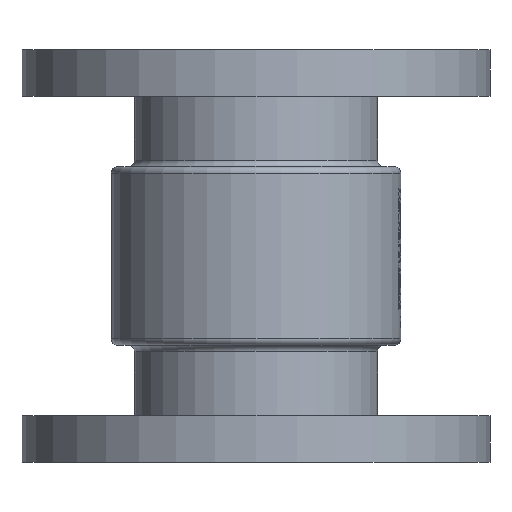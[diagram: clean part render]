
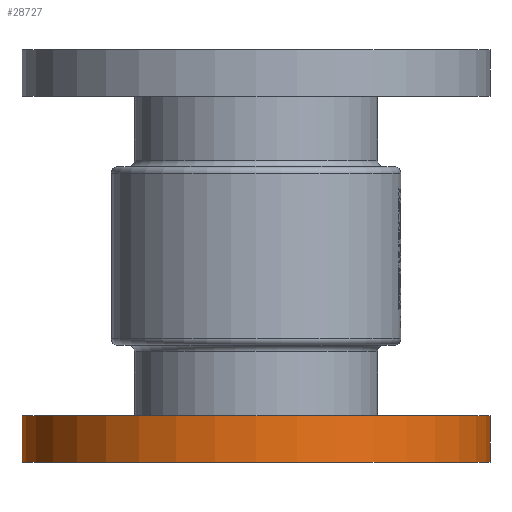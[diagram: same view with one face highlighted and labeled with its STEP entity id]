
A CAD part, front view. The second image highlights one B-rep face of the part: STEP entity #28727.
In plain terms, the highlighted cylindrical face has radius 110 mm (diameter 220 mm), a partial arc.
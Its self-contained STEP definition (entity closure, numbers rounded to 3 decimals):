
#8 = ORIENTED_EDGE ( 'NONE', *, *, #6187, .F. ) ;
#1722 = VERTEX_POINT ( 'NONE', #18579 ) ;
#1978 = DIRECTION ( 'NONE',  ( 0., 0., -1. ) ) ;
#2300 = CARTESIAN_POINT ( 'NONE',  ( 0., 0., -172. ) ) ;
#2785 = VERTEX_POINT ( 'NONE', #20503 ) ;
#3067 = CARTESIAN_POINT ( 'NONE',  ( 110., 0., -172. ) ) ;
#3535 = CYLINDRICAL_SURFACE ( 'NONE', #9053, 110. ) ;
#6187 = EDGE_CURVE ( 'NONE', #15626, #10057, #17141, .T. ) ;
#6931 = DIRECTION ( 'NONE',  ( 1., 0., 0. ) ) ;
#7229 = DIRECTION ( 'NONE',  ( 0., 0., 1. ) ) ;
#9053 = AXIS2_PLACEMENT_3D ( 'NONE', #19831, #10168, #26376 ) ;
#9364 = ORIENTED_EDGE ( 'NONE', *, *, #25775, .F. ) ;
#10057 = VERTEX_POINT ( 'NONE', #3067 ) ;
#10168 = DIRECTION ( 'NONE',  ( 0., 0., -1. ) ) ;
#10316 = FACE_OUTER_BOUND ( 'NONE', #27427, .T. ) ;
#10939 = CIRCLE ( 'NONE', #15780, 110. ) ;
#12898 = CARTESIAN_POINT ( 'NONE',  ( -110., 0., -194. ) ) ;
#13543 = DIRECTION ( 'NONE',  ( 0., 0., 1. ) ) ;
#14781 = VECTOR ( 'NONE', #1978, 1000. ) ;
#15319 = LINE ( 'NONE', #12898, #18090 ) ;
#15626 = VERTEX_POINT ( 'NONE', #20798 ) ;
#15780 = AXIS2_PLACEMENT_3D ( 'NONE', #25053, #13543, #25191 ) ;
#16215 = ORIENTED_EDGE ( 'NONE', *, *, #17444, .T. ) ;
#17141 = CIRCLE ( 'NONE', #21495, 110. ) ;
#17444 = EDGE_CURVE ( 'NONE', #15626, #1722, #15319, .T. ) ;
#18090 = VECTOR ( 'NONE', #24536, 1000. ) ;
#18579 = CARTESIAN_POINT ( 'NONE',  ( -110., 0., -194. ) ) ;
#19831 = CARTESIAN_POINT ( 'NONE',  ( 0., 0., -194. ) ) ;
#20503 = CARTESIAN_POINT ( 'NONE',  ( 110., 0., -194. ) ) ;
#20798 = CARTESIAN_POINT ( 'NONE',  ( -110., 0., -172. ) ) ;
#21202 = ORIENTED_EDGE ( 'NONE', *, *, #26147, .T. ) ;
#21495 = AXIS2_PLACEMENT_3D ( 'NONE', #2300, #7229, #6931 ) ;
#24326 = CARTESIAN_POINT ( 'NONE',  ( 110., 0., -194. ) ) ;
#24536 = DIRECTION ( 'NONE',  ( 0., 0., -1. ) ) ;
#25053 = CARTESIAN_POINT ( 'NONE',  ( 0., 0., -194. ) ) ;
#25191 = DIRECTION ( 'NONE',  ( 1., 0., 0. ) ) ;
#25775 = EDGE_CURVE ( 'NONE', #10057, #2785, #29334, .T. ) ;
#26147 = EDGE_CURVE ( 'NONE', #1722, #2785, #10939, .T. ) ;
#26376 = DIRECTION ( 'NONE',  ( 1., 0., 0. ) ) ;
#27427 = EDGE_LOOP ( 'NONE', ( #8, #16215, #21202, #9364 ) ) ;
#28727 = ADVANCED_FACE ( 'NONE', ( #10316 ), #3535, .T. ) ;
#29334 = LINE ( 'NONE', #24326, #14781 ) ;
